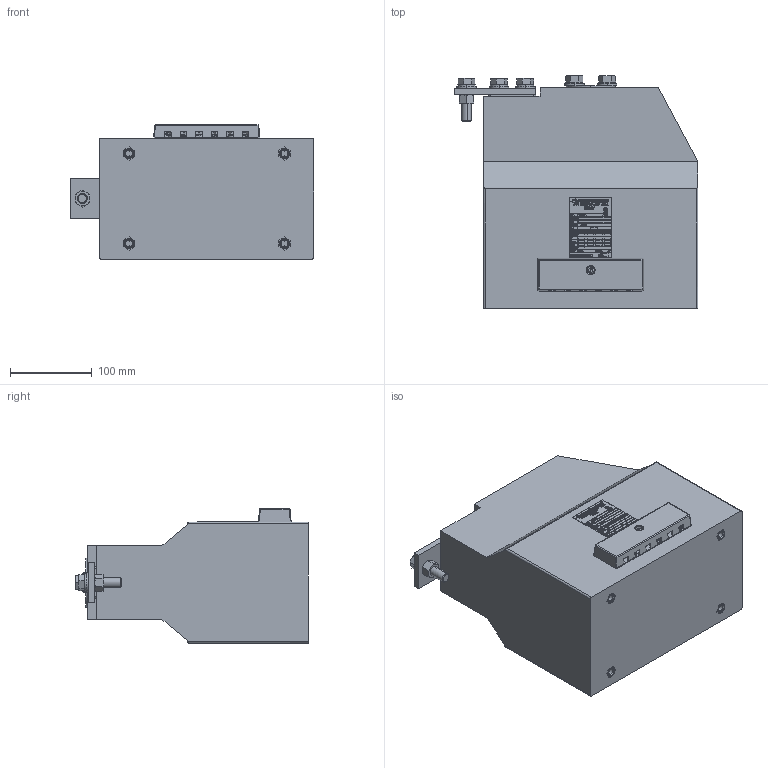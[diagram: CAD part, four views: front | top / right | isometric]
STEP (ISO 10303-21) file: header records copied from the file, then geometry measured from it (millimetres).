
FILE_DESCRIPTION (( 'STEP AP214' ), '1' );
FILE_NAME ('ﾒﾋﾊ-ﾑﾒ-10-ﾒﾂﾋﾌ(1) (5ﾀ-800ﾀ).STEP', '2023-05-31T09:53:24', ( '' ), ( '' ), 'SwSTEP 2.0', 'SolidWorks 2014', '' );
FILE_SCHEMA (( 'AUTOMOTIVE_DESIGN' ));
Length unit declared in the file: millimetre
Products named in the file (85): curved spring lock washer_din; 屡扔.758472.014; hex screw gradec_iso; plain washer hardened grade a_din; ÂÅÈÓ.754312.182À Òàáëè÷êà òåõíè÷åñêèõ äàííûõ ÒËÊ-ÑÒ__-00; 屡扔.735314.004 署赅; ÂÅÈÓ.758472.007-02  Ãàéêà; hex nut style 1 gradeab_iso_Hexagon Nut ISO - 4032 - M12 - D - N; 屡扔.757465.006 袜觐礤黜桕; ������ ����_�� 㬮�砭�� 5-800 3� ��� � ��; hex screw gradec_iso_ISO 4018 - M12 x 45-NN; íàêîíå÷êèê-òëì; ÂÅÈÓ.758472.005 Ãàéêà ñïåöèàëüíàÿ Ì10; hex screw gradec_iso_ISO 4018 - M12 x 30-NN; ÂÅÈÓ.754312.182À Òàáëè÷êà òåõíè÷åñêèõ äàííûõ ÒËÊ-ÑÒ_; plain washer hardened grade a_din_Washer DIN 125 - A 13 - 300HV; curved spring lock washer_din_Spring washer DIN 128 - A12; 屡扔.745211.002 袜觐礤黜桕; slotted pan head screw_din_ISO 1580 - M4 x 16 --- 16N; slotted pan head screw_din; plain washer hardened grade a_din_Washer DIN 125 - A 4.3 - 300HV; hex screw gradec_iso_ISO 4018 - M5 x 10-NN; plain washer hardened grade a_din_Washer DIN 125 - A 5.3 - 300HV; curved spring lock washer_din_Spring washer DIN 128 - A5; 扻豵鵨 畟佮; hex nut style 1 gradeab_iso; ﾒﾋﾊ-ﾑﾒ-10-ﾒﾂﾋﾌ(1) (5ﾀ-800ﾀ)
Assembly tree (65 placements, depth 2):
  curved spring lock washer_din
  hex screw gradec_iso
  plain washer hardened grade a_din
  屡扔.735314.004 署赅
  curved spring lock washer_din
Bounding box: 298 x 284.55 x 164 mm (x, y, z)
Volume: 8763061.6 mm3; surface area: 388330.9 mm2
Topology: 65 solids, 65 shells, 4217 faces, 10763 edges, 7013 vertices
Faces by surface type: plane 2395, bspline 1018, cylinder 388, cone 352, torus 60, sphere 4
Entity records: 190470 total; most frequent: CARTESIAN_POINT 79690, ORIENTED_EDGE 18462, DIRECTION 12665, EDGE_CURVE 9231, LINE 6515, VECTOR 6515, VERTEX_POINT 6112, EDGE_LOOP 3885
